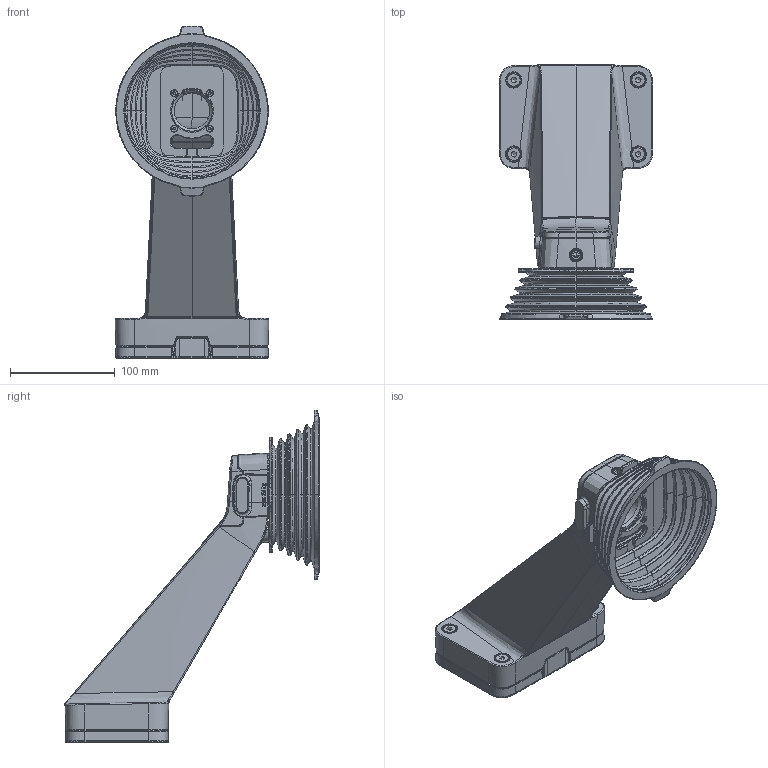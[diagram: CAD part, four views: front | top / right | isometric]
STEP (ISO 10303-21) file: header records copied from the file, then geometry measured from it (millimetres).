
FILE_DESCRIPTION (( 'STEP AP214' ), '1' );
FILE_NAME ('Mountera Wall Mount.STEP', '2025-04-22T13:43:45', ( '' ), ( '' ), 'SwSTEP 2.0', 'SolidWorks 2024', '' );
FILE_SCHEMA (( 'AUTOMOTIVE_DESIGN' ));
Products named in the file (1): Mountera Wall Mount
Bounding box: 147.03 x 243.56 x 317.43 mm (x, y, z)
Surface area: 236039.6 mm2 (no closed solid volume)
Topology: 0 solids, 79 shells, 1228 faces, 4244 edges, 3015 vertices
Faces by surface type: bspline 705, plane 194, cylinder 134, torus 106, cone 89
Full cylindrical faces by diameter (mm): 1.6 x2, 5 x2, 10.25 x1, 12 x1, 13 x4, 34 x1, 127 x1
Entity records: 135977 total; most frequent: CARTESIAN_POINT 108020, ORIENTED_EDGE 6267, EDGE_CURVE 4174, DIRECTION 3623, VERTEX_POINT 2993, B_SPLINE_CURVE_WITH_KNOTS 2239, AXIS2_PLACEMENT_3D 1437, EDGE_LOOP 1326
